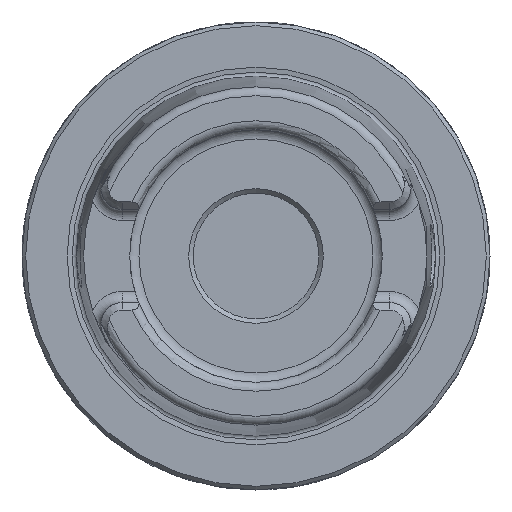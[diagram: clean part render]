
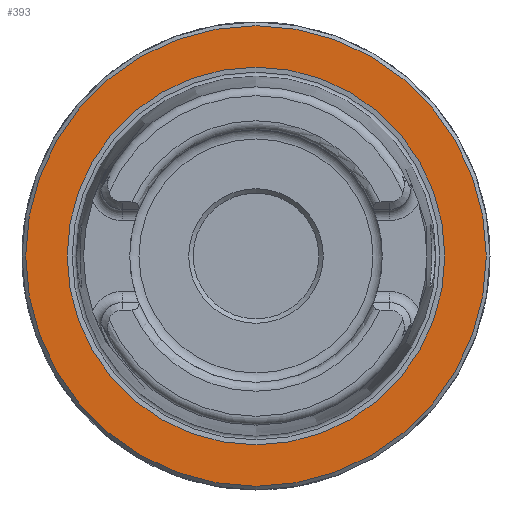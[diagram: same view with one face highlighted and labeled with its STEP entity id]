
A CAD part, left-side view. The second image highlights one B-rep face of the part: STEP entity #393.
In plain terms, the highlighted planar face has unit normal (-1, 0, 0).
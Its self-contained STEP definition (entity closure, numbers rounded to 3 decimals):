
#393 = ADVANCED_FACE( '', ( #828, #829 ), #830, .T. );
#828 = FACE_OUTER_BOUND( '', #1267, .T. );
#829 = FACE_BOUND( '', #1268, .T. );
#830 = PLANE( '', #1269 );
#1267 = EDGE_LOOP( '', ( #2345 ) );
#1268 = EDGE_LOOP( '', ( #2346 ) );
#1269 = AXIS2_PLACEMENT_3D( '', #2347, #2348, #2349 );
#2345 = ORIENTED_EDGE( '', *, *, #2594, .T. );
#2346 = ORIENTED_EDGE( '', *, *, #2756, .F. );
#2347 = CARTESIAN_POINT( '', ( 0., 0., 31. ) );
#2348 = DIRECTION( '', ( -1., 0., 0. ) );
#2349 = DIRECTION( '', ( 0., 0., 1. ) );
#2594 = EDGE_CURVE( '', #3153, #3153, #3154, .T. );
#2756 = EDGE_CURVE( '', #3381, #3381, #3382, .T. );
#3153 = VERTEX_POINT( '', #4697 );
#3154 = CIRCLE( '', #4698, 31. );
#3381 = VERTEX_POINT( '', #5292 );
#3382 = CIRCLE( '', #5293, 25.418 );
#4697 = CARTESIAN_POINT( '', ( 0., 0., 31. ) );
#4698 = AXIS2_PLACEMENT_3D( '', #5746, #5747, #5748 );
#5292 = CARTESIAN_POINT( '', ( 0., 0., 25.418 ) );
#5293 = AXIS2_PLACEMENT_3D( '', #5900, #5901, #5902 );
#5746 = CARTESIAN_POINT( '', ( 0., 0., 0. ) );
#5747 = DIRECTION( '', ( -1., 0., 0. ) );
#5748 = DIRECTION( '', ( 0., 0., 1. ) );
#5900 = CARTESIAN_POINT( '', ( 0., 0., 0. ) );
#5901 = DIRECTION( '', ( -1., 0., 0. ) );
#5902 = DIRECTION( '', ( 0., 0., 1. ) );
